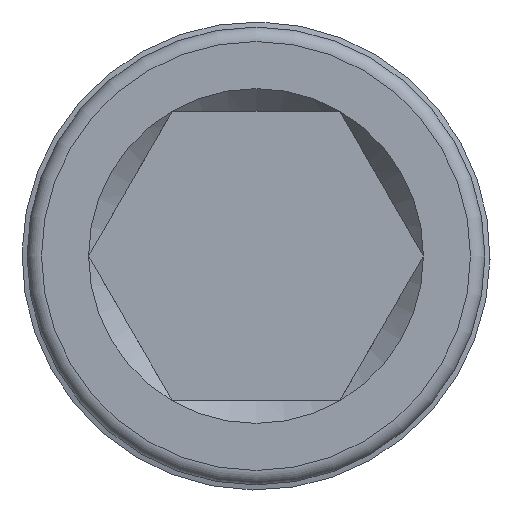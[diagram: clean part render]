
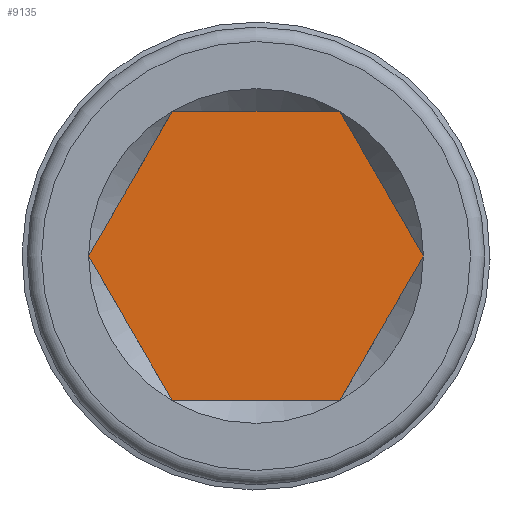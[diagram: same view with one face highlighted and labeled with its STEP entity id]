
A CAD part, left-side view. The second image highlights one B-rep face of the part: STEP entity #9135.
In plain terms, the highlighted planar face has unit normal (-1, 0, 0).
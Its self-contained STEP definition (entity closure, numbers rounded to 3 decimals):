
#1054=PLANE('',#9662);
#2056=FACE_OUTER_BOUND('',#2583,.T.);
#2583=EDGE_LOOP('',(#8588,#8589));
#3621=CIRCLE('',#9278,6.05);
#3622=CIRCLE('',#9279,6.05);
#4107=VERTEX_POINT('',#18620);
#4108=VERTEX_POINT('',#18621);
#5004=EDGE_CURVE('',#4107,#4108,#3621,.T.);
#5018=EDGE_CURVE('',#4108,#4107,#3622,.T.);
#8588=ORIENTED_EDGE('',*,*,#5004,.F.);
#8589=ORIENTED_EDGE('',*,*,#5018,.F.);
#9135=ADVANCED_FACE('',(#2056),#1054,.T.);
#9278=AXIS2_PLACEMENT_3D('',#18622,#9978,#9979);
#9279=AXIS2_PLACEMENT_3D('',#18672,#9981,#9982);
#9662=AXIS2_PLACEMENT_3D('',#64821,#11139,#11140);
#9978=DIRECTION('center_axis',(1.,0.,0.));
#9979=DIRECTION('ref_axis',(0.,-1.,0.));
#9981=DIRECTION('center_axis',(1.,0.,0.));
#9982=DIRECTION('ref_axis',(0.,-1.,0.));
#11139=DIRECTION('center_axis',(-1.,0.,0.));
#11140=DIRECTION('ref_axis',(0.,0.,1.));
#18620=CARTESIAN_POINT('',(8.,-6.05,0.));
#18621=CARTESIAN_POINT('',(8.,6.05,0.));
#18622=CARTESIAN_POINT('Origin',(8.,0.,0.));
#18672=CARTESIAN_POINT('Origin',(8.,0.,0.));
#64821=CARTESIAN_POINT('Origin',(8.,6.558,0.));
